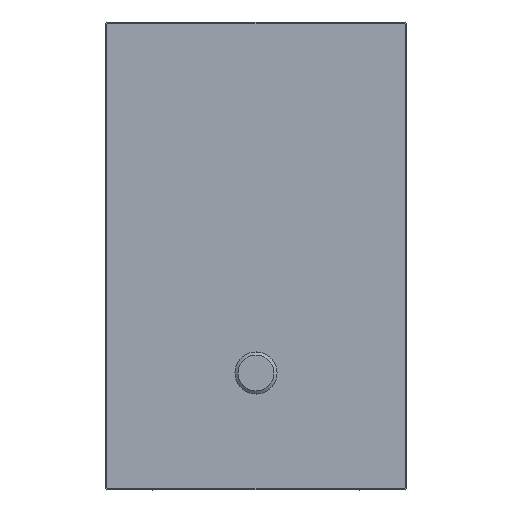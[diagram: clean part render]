
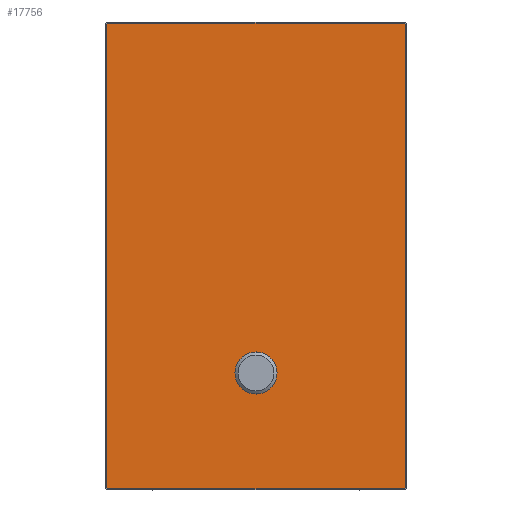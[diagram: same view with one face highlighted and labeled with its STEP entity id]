
A CAD part, front view. The second image highlights one B-rep face of the part: STEP entity #17756.
In plain terms, the highlighted planar face has unit normal (0, -1, 0).
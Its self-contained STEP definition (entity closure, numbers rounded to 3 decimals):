
#17555=CARTESIAN_POINT('',(443.,-40.,-343.));
#17556=DIRECTION('',(0.,-1.,0.));
#17557=DIRECTION('',(0.,0.,-1.));
#17558=AXIS2_PLACEMENT_3D('',#17555,#17556,#17557);
#17560=DIRECTION('',(1.,0.,0.));
#17561=VECTOR('',#17560,886.);
#17562=CARTESIAN_POINT('',(-443.,-40.,-346.));
#17563=LINE('',#17562,#17561);
#17564=CARTESIAN_POINT('',(-443.,-40.,-343.));
#17565=DIRECTION('',(0.,-1.,0.));
#17566=DIRECTION('',(-1.,0.,0.));
#17567=AXIS2_PLACEMENT_3D('',#17564,#17565,#17566);
#17569=DIRECTION('',(0.,0.,-1.));
#17570=VECTOR('',#17569,1386.);
#17571=CARTESIAN_POINT('',(-446.,-40.,1043.));
#17572=LINE('',#17571,#17570);
#17573=CARTESIAN_POINT('',(-443.,-40.,1043.));
#17574=DIRECTION('',(0.,-1.,0.));
#17575=DIRECTION('',(0.,0.,1.));
#17576=AXIS2_PLACEMENT_3D('',#17573,#17574,#17575);
#17578=DIRECTION('',(-1.,0.,0.));
#17579=VECTOR('',#17578,886.);
#17580=CARTESIAN_POINT('',(443.,-40.,1046.));
#17581=LINE('',#17580,#17579);
#17582=CARTESIAN_POINT('',(443.,-40.,1043.));
#17583=DIRECTION('',(0.,-1.,0.));
#17584=DIRECTION('',(1.,0.,0.));
#17585=AXIS2_PLACEMENT_3D('',#17582,#17583,#17584);
#17587=DIRECTION('',(0.,0.,1.));
#17588=VECTOR('',#17587,1386.);
#17589=CARTESIAN_POINT('',(446.,-40.,-343.));
#17590=LINE('',#17589,#17588);
#17591=CARTESIAN_POINT('',(0.,-40.,0.));
#17592=DIRECTION('',(0.,-1.,0.));
#17593=DIRECTION('',(0.,0.,1.));
#17594=AXIS2_PLACEMENT_3D('',#17591,#17592,#17593);
#17596=CARTESIAN_POINT('',(0.,-40.,0.));
#17597=DIRECTION('',(0.,-1.,0.));
#17598=DIRECTION('',(0.,0.,-1.));
#17599=AXIS2_PLACEMENT_3D('',#17596,#17597,#17598);
#17687=CARTESIAN_POINT('',(443.,-40.,-346.));
#17688=CARTESIAN_POINT('',(446.,-40.,-343.));
#17689=VERTEX_POINT('',#17687);
#17690=VERTEX_POINT('',#17688);
#17691=CARTESIAN_POINT('',(446.,-40.,1043.));
#17692=VERTEX_POINT('',#17691);
#17693=CARTESIAN_POINT('',(443.,-40.,1046.));
#17694=VERTEX_POINT('',#17693);
#17695=CARTESIAN_POINT('',(-443.,-40.,1046.));
#17696=VERTEX_POINT('',#17695);
#17697=CARTESIAN_POINT('',(-446.,-40.,1043.));
#17698=VERTEX_POINT('',#17697);
#17699=CARTESIAN_POINT('',(-446.,-40.,-343.));
#17700=VERTEX_POINT('',#17699);
#17701=CARTESIAN_POINT('',(-443.,-40.,-346.));
#17702=VERTEX_POINT('',#17701);
#17719=CARTESIAN_POINT('',(0.,-40.,62.921));
#17720=CARTESIAN_POINT('',(0.,-40.,-62.921));
#17721=VERTEX_POINT('',#17719);
#17722=VERTEX_POINT('',#17720);
#17727=CARTESIAN_POINT('',(0.,-40.,0.));
#17728=DIRECTION('',(0.,-1.,0.));
#17729=DIRECTION('',(-1.,0.,0.));
#17730=AXIS2_PLACEMENT_3D('',#17727,#17728,#17729);
#17731=PLANE('',#17730);
#17733=ORIENTED_EDGE('',*,*,#17732,.F.);
#17735=ORIENTED_EDGE('',*,*,#17734,.F.);
#17737=ORIENTED_EDGE('',*,*,#17736,.F.);
#17739=ORIENTED_EDGE('',*,*,#17738,.F.);
#17741=ORIENTED_EDGE('',*,*,#17740,.F.);
#17743=ORIENTED_EDGE('',*,*,#17742,.F.);
#17745=ORIENTED_EDGE('',*,*,#17744,.F.);
#17747=ORIENTED_EDGE('',*,*,#17746,.F.);
#17748=EDGE_LOOP('',(#17733,#17735,#17737,#17739,#17741,#17743,#17745,#17747));
#17749=FACE_OUTER_BOUND('',#17748,.F.);
#17751=ORIENTED_EDGE('',*,*,#17750,.T.);
#17753=ORIENTED_EDGE('',*,*,#17752,.T.);
#17754=EDGE_LOOP('',(#17751,#17753));
#17755=FACE_BOUND('',#17754,.F.);
#17756=ADVANCED_FACE('',(#17749,#17755),#17731,.T.);
#17559=CIRCLE('',#17558,3.);
#17568=CIRCLE('',#17567,3.);
#17577=CIRCLE('',#17576,3.);
#17586=CIRCLE('',#17585,3.);
#17595=CIRCLE('',#17594,62.921);
#17600=CIRCLE('',#17599,62.921);
#17732=EDGE_CURVE('',#17689,#17690,#17559,.T.);
#17734=EDGE_CURVE('',#17702,#17689,#17563,.T.);
#17736=EDGE_CURVE('',#17700,#17702,#17568,.T.);
#17738=EDGE_CURVE('',#17698,#17700,#17572,.T.);
#17740=EDGE_CURVE('',#17696,#17698,#17577,.T.);
#17742=EDGE_CURVE('',#17694,#17696,#17581,.T.);
#17744=EDGE_CURVE('',#17692,#17694,#17586,.T.);
#17746=EDGE_CURVE('',#17690,#17692,#17590,.T.);
#17750=EDGE_CURVE('',#17721,#17722,#17595,.T.);
#17752=EDGE_CURVE('',#17722,#17721,#17600,.T.);
